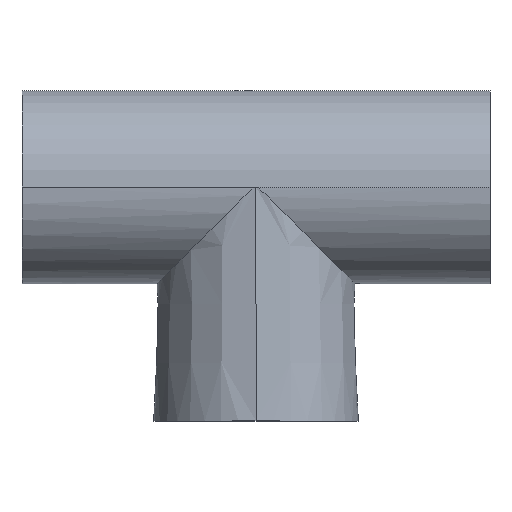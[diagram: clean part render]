
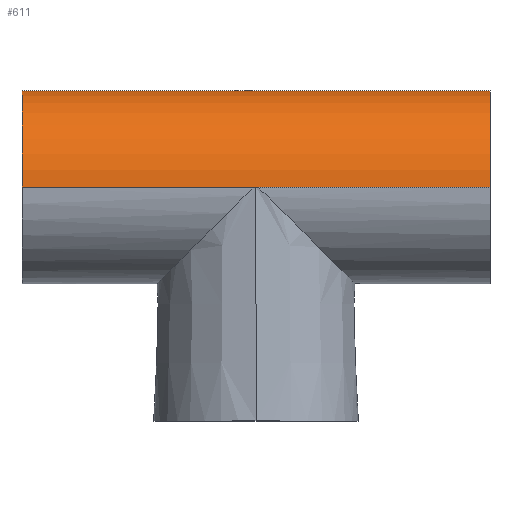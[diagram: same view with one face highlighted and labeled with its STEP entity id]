
A CAD part, top view. The second image highlights one B-rep face of the part: STEP entity #611.
In plain terms, the highlighted cylindrical face has radius 33 mm (diameter 66 mm), a partial arc.
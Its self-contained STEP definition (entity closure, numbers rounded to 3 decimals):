
#7 = AXIS2_PLACEMENT_3D ( 'NONE', #561, #728, #607 ) ;
#12 = CARTESIAN_POINT ( 'NONE',  ( -80., 80., 33. ) ) ;
#23 = CARTESIAN_POINT ( 'NONE',  ( -80., 80., 0. ) ) ;
#37 = EDGE_CURVE ( 'NONE', #213, #367, #290, .T. ) ;
#42 = DIRECTION ( 'NONE',  ( 1., 0., 0. ) ) ;
#48 = VERTEX_POINT ( 'NONE', #652 ) ;
#51 = DIRECTION ( 'NONE',  ( 0., 0., -1. ) ) ;
#69 = VECTOR ( 'NONE', #137, 1000. ) ;
#93 = DIRECTION ( 'NONE',  ( 1., 0., 0. ) ) ;
#100 = LINE ( 'NONE', #203, #241 ) ;
#137 = DIRECTION ( 'NONE',  ( 1., 0., 0. ) ) ;
#142 = CARTESIAN_POINT ( 'NONE',  ( 0., 80., 33. ) ) ;
#145 = EDGE_CURVE ( 'NONE', #627, #213, #288, .T. ) ;
#159 = EDGE_LOOP ( 'NONE', ( #268, #377, #331, #313, #737, #463, #308 ) ) ;
#169 = DIRECTION ( 'NONE',  ( 1., 0., 0. ) ) ;
#174 = DIRECTION ( 'NONE',  ( 0., 0., 1. ) ) ;
#187 = FACE_OUTER_BOUND ( 'NONE', #159, .T. ) ;
#201 = VERTEX_POINT ( 'NONE', #446 ) ;
#203 = CARTESIAN_POINT ( 'NONE',  ( -80., 80., 33. ) ) ;
#213 = VERTEX_POINT ( 'NONE', #281 ) ;
#219 = CARTESIAN_POINT ( 'NONE',  ( -0.001, 80., -33. ) ) ;
#241 = VECTOR ( 'NONE', #42, 1000. ) ;
#264 = VERTEX_POINT ( 'NONE', #219 ) ;
#266 = LINE ( 'NONE', #431, #370 ) ;
#268 = ORIENTED_EDGE ( 'NONE', *, *, #145, .T. ) ;
#276 = CARTESIAN_POINT ( 'NONE',  ( 80., 80., 0. ) ) ;
#277 = EDGE_CURVE ( 'NONE', #627, #264, #455, .T. ) ;
#281 = CARTESIAN_POINT ( 'NONE',  ( -80., 80., 33. ) ) ;
#288 = CIRCLE ( 'NONE', #7, 33. ) ;
#290 = LINE ( 'NONE', #12, #69 ) ;
#304 = EDGE_CURVE ( 'NONE', #48, #264, #375, .T. ) ;
#308 = ORIENTED_EDGE ( 'NONE', *, *, #277, .F. ) ;
#313 = ORIENTED_EDGE ( 'NONE', *, *, #468, .F. ) ;
#331 = ORIENTED_EDGE ( 'NONE', *, *, #515, .T. ) ;
#367 = VERTEX_POINT ( 'NONE', #142 ) ;
#370 = VECTOR ( 'NONE', #504, 1000. ) ;
#375 = CIRCLE ( 'NONE', #437, 33. ) ;
#377 = ORIENTED_EDGE ( 'NONE', *, *, #37, .T. ) ;
#411 = CARTESIAN_POINT ( 'NONE',  ( 80., 80., -33. ) ) ;
#417 = CYLINDRICAL_SURFACE ( 'NONE', #521, 33. ) ;
#421 = DIRECTION ( 'NONE',  ( 1., 0., 0. ) ) ;
#431 = CARTESIAN_POINT ( 'NONE',  ( -80., 80., -33. ) ) ;
#437 = AXIS2_PLACEMENT_3D ( 'NONE', #458, #704, #174 ) ;
#446 = CARTESIAN_POINT ( 'NONE',  ( 80., 80., 33. ) ) ;
#455 = LINE ( 'NONE', #700, #715 ) ;
#458 = CARTESIAN_POINT ( 'NONE',  ( 0., 80., 0. ) ) ;
#463 = ORIENTED_EDGE ( 'NONE', *, *, #304, .T. ) ;
#468 = EDGE_CURVE ( 'NONE', #644, #201, #664, .T. ) ;
#504 = DIRECTION ( 'NONE',  ( 1., 0., 0. ) ) ;
#515 = EDGE_CURVE ( 'NONE', #367, #201, #100, .T. ) ;
#521 = AXIS2_PLACEMENT_3D ( 'NONE', #23, #421, #730 ) ;
#538 = EDGE_CURVE ( 'NONE', #48, #644, #266, .T. ) ;
#561 = CARTESIAN_POINT ( 'NONE',  ( -80., 80., 0. ) ) ;
#580 = AXIS2_PLACEMENT_3D ( 'NONE', #276, #93, #51 ) ;
#607 = DIRECTION ( 'NONE',  ( 0., 0., -1. ) ) ;
#611 = ADVANCED_FACE ( 'NONE', ( #187 ), #417, .T. ) ;
#627 = VERTEX_POINT ( 'NONE', #665 ) ;
#644 = VERTEX_POINT ( 'NONE', #411 ) ;
#652 = CARTESIAN_POINT ( 'NONE',  ( 0., 80., -33. ) ) ;
#664 = CIRCLE ( 'NONE', #580, 33. ) ;
#665 = CARTESIAN_POINT ( 'NONE',  ( -80., 80., -33. ) ) ;
#700 = CARTESIAN_POINT ( 'NONE',  ( -80., 80., -33. ) ) ;
#704 = DIRECTION ( 'NONE',  ( 0., 1., 0. ) ) ;
#715 = VECTOR ( 'NONE', #169, 1000. ) ;
#728 = DIRECTION ( 'NONE',  ( 1., 0., 0. ) ) ;
#730 = DIRECTION ( 'NONE',  ( 0., 0., -1. ) ) ;
#737 = ORIENTED_EDGE ( 'NONE', *, *, #538, .F. ) ;
